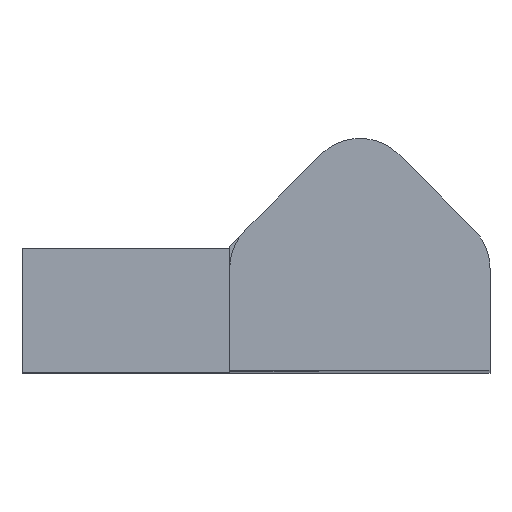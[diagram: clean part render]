
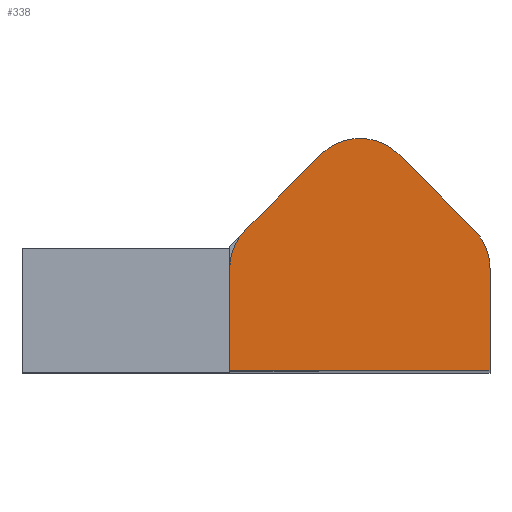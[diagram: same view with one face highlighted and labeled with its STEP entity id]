
A CAD part, top view. The second image highlights one B-rep face of the part: STEP entity #338.
In plain terms, the highlighted planar face has unit normal (0, 0, 1).
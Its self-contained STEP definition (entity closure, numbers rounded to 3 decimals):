
#11 = AXIS2_PLACEMENT_3D ( 'NONE', #141, #89, #392 ) ;
#14 = LINE ( 'NONE', #163, #221 ) ;
#17 = CIRCLE ( 'NONE', #395, 2. ) ;
#25 = VERTEX_POINT ( 'NONE', #559 ) ;
#28 = LINE ( 'NONE', #568, #156 ) ;
#46 = CARTESIAN_POINT ( 'NONE',  ( 0., 4.122, 68. ) ) ;
#49 = LINE ( 'NONE', #240, #486 ) ;
#65 = DIRECTION ( 'NONE',  ( 0., -1., 0. ) ) ;
#75 = CARTESIAN_POINT ( 'NONE',  ( 4.7, -2.25, 68. ) ) ;
#84 = EDGE_CURVE ( 'NONE', #25, #349, #651, .T. ) ;
#89 = DIRECTION ( 'NONE',  ( 0., 0., 1. ) ) ;
#94 = AXIS2_PLACEMENT_3D ( 'NONE', #46, #280, #492 ) ;
#96 = ORIENTED_EDGE ( 'NONE', *, *, #193, .T. ) ;
#106 = CARTESIAN_POINT ( 'NONE',  ( -2.7, 1.422, 68. ) ) ;
#111 = CIRCLE ( 'NONE', #94, 2. ) ;
#116 = DIRECTION ( 'NONE',  ( 0., 0., 1. ) ) ;
#129 = VERTEX_POINT ( 'NONE', #469 ) ;
#131 = ORIENTED_EDGE ( 'NONE', *, *, #598, .F. ) ;
#135 = FACE_OUTER_BOUND ( 'NONE', #142, .T. ) ;
#140 = VERTEX_POINT ( 'NONE', #364 ) ;
#141 = CARTESIAN_POINT ( 'NONE',  ( 0., 0., 68. ) ) ;
#142 = EDGE_LOOP ( 'NONE', ( #131, #96, #645, #393, #531, #551, #227, #246 ) ) ;
#156 = VECTOR ( 'NONE', #538, 1000. ) ;
#163 = CARTESIAN_POINT ( 'NONE',  ( 4.7, 0., 68. ) ) ;
#193 = EDGE_CURVE ( 'NONE', #197, #129, #17, .T. ) ;
#194 = CARTESIAN_POINT ( 'NONE',  ( -4.7, 1.422, 68. ) ) ;
#197 = VERTEX_POINT ( 'NONE', #425 ) ;
#200 = EDGE_CURVE ( 'NONE', #25, #222, #28, .T. ) ;
#211 = CARTESIAN_POINT ( 'NONE',  ( 1.414, 5.536, 68. ) ) ;
#214 = CARTESIAN_POINT ( 'NONE',  ( -1.414, 5.536, 68. ) ) ;
#221 = VECTOR ( 'NONE', #65, 1000. ) ;
#222 = VERTEX_POINT ( 'NONE', #214 ) ;
#227 = ORIENTED_EDGE ( 'NONE', *, *, #390, .T. ) ;
#237 = DIRECTION ( 'NONE',  ( 0., -1., 0. ) ) ;
#240 = CARTESIAN_POINT ( 'NONE',  ( -4.7, 0., 68. ) ) ;
#246 = ORIENTED_EDGE ( 'NONE', *, *, #410, .T. ) ;
#261 = DIRECTION ( 'NONE',  ( 1., 0., 0. ) ) ;
#270 = VERTEX_POINT ( 'NONE', #75 ) ;
#280 = DIRECTION ( 'NONE',  ( 0., 0., 1. ) ) ;
#290 = EDGE_CURVE ( 'NONE', #610, #129, #446, .T. ) ;
#298 = DIRECTION ( 'NONE',  ( 1., 0., 0. ) ) ;
#338 = ADVANCED_FACE ( 'NONE', ( #135 ), #541, .T. ) ;
#342 = EDGE_CURVE ( 'NONE', #610, #222, #111, .T. ) ;
#349 = VERTEX_POINT ( 'NONE', #194 ) ;
#351 = DIRECTION ( 'NONE',  ( 0., 0., 1. ) ) ;
#361 = VECTOR ( 'NONE', #640, 1000. ) ;
#364 = CARTESIAN_POINT ( 'NONE',  ( -4.7, -2.25, 68. ) ) ;
#384 = DIRECTION ( 'NONE',  ( 1., 0., 0. ) ) ;
#390 = EDGE_CURVE ( 'NONE', #349, #140, #49, .T. ) ;
#392 = DIRECTION ( 'NONE',  ( 1., 0., 0. ) ) ;
#393 = ORIENTED_EDGE ( 'NONE', *, *, #342, .T. ) ;
#395 = AXIS2_PLACEMENT_3D ( 'NONE', #576, #116, #261 ) ;
#410 = EDGE_CURVE ( 'NONE', #140, #270, #580, .T. ) ;
#425 = CARTESIAN_POINT ( 'NONE',  ( 4.7, 1.422, 68. ) ) ;
#438 = CARTESIAN_POINT ( 'NONE',  ( 3.475, 3.475, 68. ) ) ;
#446 = LINE ( 'NONE', #438, #361 ) ;
#469 = CARTESIAN_POINT ( 'NONE',  ( 4.114, 2.836, 68. ) ) ;
#486 = VECTOR ( 'NONE', #237, 1000. ) ;
#492 = DIRECTION ( 'NONE',  ( 1., 0., 0. ) ) ;
#523 = AXIS2_PLACEMENT_3D ( 'NONE', #106, #351, #298 ) ;
#531 = ORIENTED_EDGE ( 'NONE', *, *, #200, .F. ) ;
#538 = DIRECTION ( 'NONE',  ( 0.707, 0.707, 0. ) ) ;
#541 = PLANE ( 'NONE',  #11 ) ;
#551 = ORIENTED_EDGE ( 'NONE', *, *, #84, .T. ) ;
#559 = CARTESIAN_POINT ( 'NONE',  ( -4.114, 2.836, 68. ) ) ;
#568 = CARTESIAN_POINT ( 'NONE',  ( -3.475, 3.475, 68. ) ) ;
#571 = CARTESIAN_POINT ( 'NONE',  ( 0., -2.25, 68. ) ) ;
#576 = CARTESIAN_POINT ( 'NONE',  ( 2.7, 1.422, 68. ) ) ;
#580 = LINE ( 'NONE', #571, #601 ) ;
#598 = EDGE_CURVE ( 'NONE', #197, #270, #14, .T. ) ;
#601 = VECTOR ( 'NONE', #384, 1000. ) ;
#610 = VERTEX_POINT ( 'NONE', #211 ) ;
#640 = DIRECTION ( 'NONE',  ( 0.707, -0.707, 0. ) ) ;
#645 = ORIENTED_EDGE ( 'NONE', *, *, #290, .F. ) ;
#651 = CIRCLE ( 'NONE', #523, 2. ) ;
